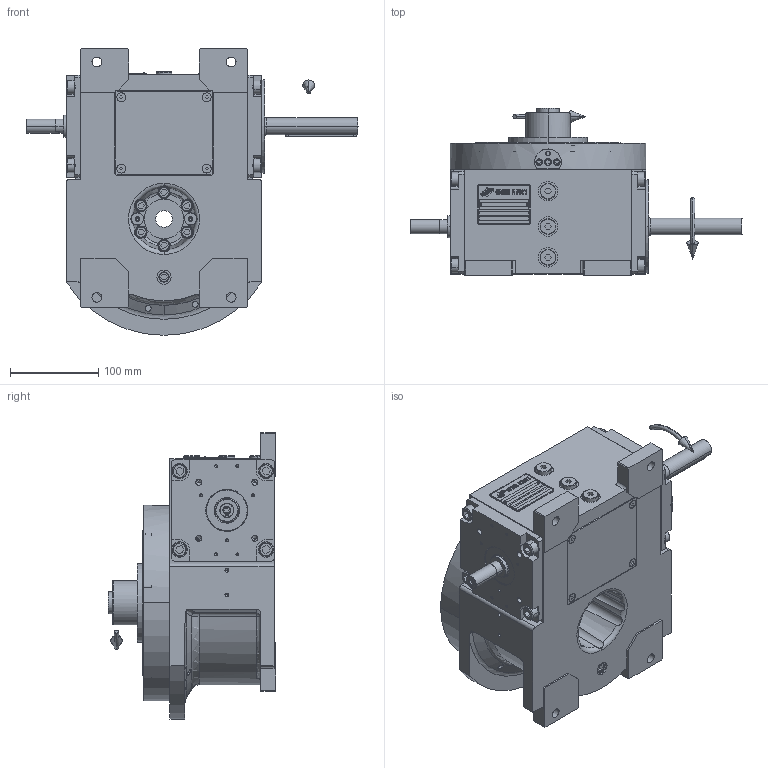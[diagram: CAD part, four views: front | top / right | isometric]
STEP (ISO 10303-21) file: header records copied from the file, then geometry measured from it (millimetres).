
FILE_DESCRIPTION (( 'STEP AP203' ), '1' );
FILE_NAME ('PC5200628.step', '2024-09-16T11:42:25', ( '' ), ( '' ), 'SwSTEP 2.0', 'SolidWorks 2020', '' );
FILE_SCHEMA (( 'CONFIG_CONTROL_DESIGN' ));
Length unit declared in the file: millimetre
Products named in the file (82): cfn2128_04_004; cfn2000_01_103; 900_38_30_003; cfn2107_01_001; cfn2000_01_124; cfn2000_01_126; cfn2104_01_004; cfn2158_01_011; freccia_angolare; cfn2003_01_054; cfn2205_01_013; cfn2115_02_178; CFN2000_01_185.stp; CFN2223_01-570X6-B.stp; AS_rig06_071_8_m; cfn2070_05_005; rig06_004_s_001; cfn2158_01_010; PC5200628; cfn2155_01_056; CFN2203_02_001.stp; RIG06_021_AF0.stp; AS_rig06_002_bl_022; freccia_angolare_albero; AS_rig06_004_s_001; rig06_001_a; cfn2077_01_018; rig06_014; cfn2115_02_165; cfn2104_01_016; CFN2104_02_017.stp; AS_cfn2476_01_002_60x46; cfn2000_01_161; 9004_2512; rig06_002_bl_022; cfn2476_01_002_60x46; CFN2010_01_012.stp; cfn2151_01_290; CFN2010_02_002.stp; cfn2151_01_109 ...
Assembly tree (74 placements, depth 5):
  cfn2205_01_013
  CFN2223_01-570X6-B.stp
  cfn2158_01_010
  PC5200628
    rig06_001_a
    AS_cfn2476_01_002_60x46
      cfn2476_01_002_60x46
      cfn2107_01_001
      cfn2107_01_001
    AS_rig06_071_8_m
      rig06_071_08_m_asm.stp
        RIG06_005_ASM.stp
          RIG06_021_AF0.stp
          CFN2000_01_185.stp
          CFN2000_01_185.stp
          CFN2104_02_017.stp
        CFN2010_02_002.stp
      rig06_005_n_01
      rig06_003_8
      cfn2104_01_016  x2
      cfn2000_01_124
      cfn2000_01_124  x6
      cfn2000_01_124
      cfn2000_01_124
      cfn2000_01_124
      cfn2155_01_303
    AS_rig06_014
      rig06_014
      cfn2158_01_011
      cfn2104_01_004
      cfn2104_01_004
      cfn2000_01_126
      cfn2000_01_126
      cfn2000_01_126
      cfn2000_01_126
      cfn2000_01_126
      cfn2000_01_126
    AS_rig06_004
      rig06_004
      cfn2070_05_005
      cfn2000_01_103
      cfn2000_01_103
      cfn2000_01_103
      cfn2000_01_103
      cfn2155_01_056
    AS_rig06_004_s_001
      rig06_004_s_001
      cfn2070_05_005
      cfn2000_01_103
      cfn2000_01_103
      cfn2000_01_103
      cfn2000_01_103
      cfn2155_01_056
    AS_rig06_002_bl_022
      rig06_002_bl_022
      cfn2115_02_178
    9004_2512
    cfn2128_04_004
    cfn2128_04_004
    cfn2128_04_004
Bounding box: 376.5 x 190 x 325 mm (x, y, z)
Volume: 2423499.6 mm3; surface area: 778871.7 mm2
Topology: 65 solids, 65 shells, 2052 faces, 5079 edges, 3250 vertices
Faces by surface type: plane 1028, cylinder 665, cone 327, torus 20, bspline 6, sphere 6
Entity records: 70339 total; most frequent: CARTESIAN_POINT 15236, DIRECTION 9836, ORIENTED_EDGE 9414, EDGE_CURVE 4707, AXIS2_PLACEMENT_3D 3411, VERTEX_POINT 3069, LINE 3014, VECTOR 3014
